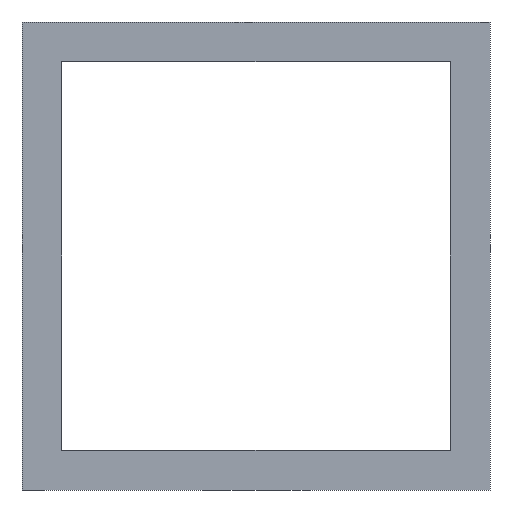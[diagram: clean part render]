
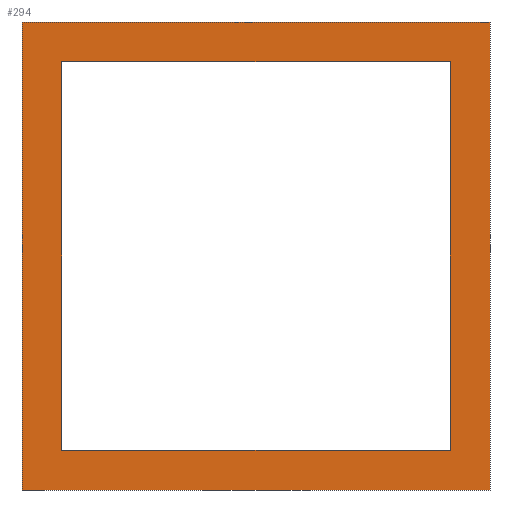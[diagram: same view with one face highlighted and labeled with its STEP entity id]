
A CAD part, front view. The second image highlights one B-rep face of the part: STEP entity #294.
In plain terms, the highlighted planar face has unit normal (0, -1, 0).
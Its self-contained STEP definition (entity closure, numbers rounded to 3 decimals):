
#85=ORIENTED_EDGE('',*,*,#115,.F.);
#86=ORIENTED_EDGE('',*,*,#122,.F.);
#87=ORIENTED_EDGE('',*,*,#125,.F.);
#88=ORIENTED_EDGE('',*,*,#130,.F.);
#89=ORIENTED_EDGE('',*,*,#103,.T.);
#90=ORIENTED_EDGE('',*,*,#109,.T.);
#91=ORIENTED_EDGE('',*,*,#112,.T.);
#92=ORIENTED_EDGE('',*,*,#135,.T.);
#103=EDGE_CURVE('',#137,#138,#163,.T.);
#109=EDGE_CURVE('',#138,#143,#167,.T.);
#112=EDGE_CURVE('',#143,#145,#170,.T.);
#115=EDGE_CURVE('',#147,#148,#173,.T.);
#122=EDGE_CURVE('',#154,#147,#177,.T.);
#125=EDGE_CURVE('',#156,#154,#180,.T.);
#130=EDGE_CURVE('',#148,#156,#183,.T.);
#135=EDGE_CURVE('',#145,#137,#185,.T.);
#137=VERTEX_POINT('',#417);
#138=VERTEX_POINT('',#418);
#143=VERTEX_POINT('',#430);
#145=VERTEX_POINT('',#436);
#147=VERTEX_POINT('',#442);
#148=VERTEX_POINT('',#443);
#154=VERTEX_POINT('',#457);
#156=VERTEX_POINT('',#463);
#163=LINE('',#416,#187);
#167=LINE('',#429,#191);
#170=LINE('',#435,#194);
#173=LINE('',#441,#197);
#177=LINE('',#456,#201);
#180=LINE('',#462,#204);
#183=LINE('',#472,#207);
#185=LINE('',#481,#209);
#187=VECTOR('',#342,1000.);
#191=VECTOR('',#352,1000.);
#194=VECTOR('',#357,1000.);
#197=VECTOR('',#362,1000.);
#201=VECTOR('',#374,1000.);
#204=VECTOR('',#379,1000.);
#207=VECTOR('',#388,1000.);
#209=VECTOR('',#398,1000.);
#231=EDGE_LOOP('',(#85,#86,#87,#88));
#232=EDGE_LOOP('',(#89,#90,#91,#92));
#263=FACE_BOUND('',#231,.T.);
#264=FACE_BOUND('',#232,.T.);
#284=PLANE('',#332);
#294=ADVANCED_FACE('',(#263,#264),#284,.T.);
#332=AXIS2_PLACEMENT_3D('',#484,#402,#403);
#342=DIRECTION('',(0.,0.,-1.));
#352=DIRECTION('',(1.,0.,0.));
#357=DIRECTION('',(0.,0.,1.));
#362=DIRECTION('',(0.,0.,-1.));
#374=DIRECTION('',(-1.,0.,0.));
#379=DIRECTION('',(0.,0.,1.));
#388=DIRECTION('',(1.,0.,0.));
#398=DIRECTION('',(-1.,0.,0.));
#402=DIRECTION('',(0.,-1.,0.));
#403=DIRECTION('',(0.,0.,-1.));
#416=CARTESIAN_POINT('',(-7.1,0.,7.1));
#417=CARTESIAN_POINT('',(-7.1,0.,7.1));
#418=CARTESIAN_POINT('',(-7.1,0.,-7.1));
#429=CARTESIAN_POINT('',(-7.1,0.,-7.1));
#430=CARTESIAN_POINT('',(7.1,0.,-7.1));
#435=CARTESIAN_POINT('',(7.1,0.,-7.1));
#436=CARTESIAN_POINT('',(7.1,0.,7.1));
#441=CARTESIAN_POINT('',(-5.9,0.,5.9));
#442=CARTESIAN_POINT('',(-5.9,0.,5.9));
#443=CARTESIAN_POINT('',(-5.9,0.,-5.9));
#456=CARTESIAN_POINT('',(5.9,0.,5.9));
#457=CARTESIAN_POINT('',(5.9,0.,5.9));
#462=CARTESIAN_POINT('',(5.9,0.,-5.9));
#463=CARTESIAN_POINT('',(5.9,0.,-5.9));
#472=CARTESIAN_POINT('',(-5.9,0.,-5.9));
#481=CARTESIAN_POINT('',(7.1,0.,7.1));
#484=CARTESIAN_POINT('',(0.,0.,0.));
